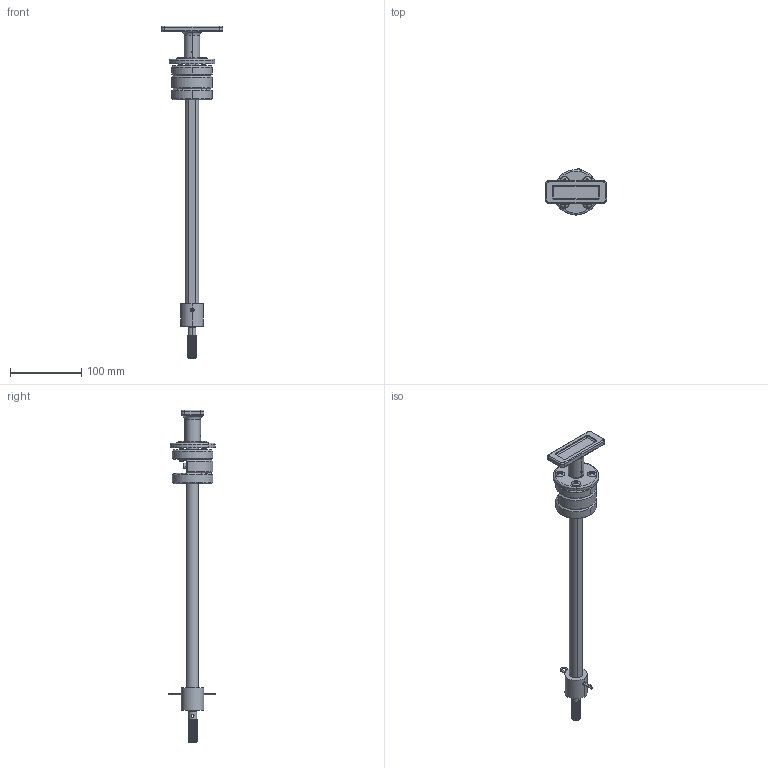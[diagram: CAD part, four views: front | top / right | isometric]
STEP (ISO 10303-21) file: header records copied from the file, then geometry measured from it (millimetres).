
FILE_DESCRIPTION((''),'2;1');
FILE_NAME('14770002','2011-12-21T',('sobri'),(''),'PRO/ENGINEER BY PARAMETRIC TECHNOLOGY CORPORATION, 2011180','PRO/ENGINEER BY PARAMETRIC TECHNOLOGY CORPORATION, 2011180','');
FILE_SCHEMA(('CONFIG_CONTROL_DESIGN'));
Length unit declared in the file: inch
Products named in the file (1): 14770002
Bounding box: 85.72 x 65.22 x 464.64 mm (x, y, z)
Volume: 252839.1 mm3; surface area: 72800.2 mm2
Topology: 2 solids, 3 shells, 644 faces, 1713 edges, 1079 vertices
Faces by surface type: cylinder 258, cone 187, plane 142, bspline 30, torus 20, sphere 7
Entity records: 41422 total; most frequent: CARTESIAN_POINT 26220, ORIENTED_EDGE 3398, DIRECTION 2878, EDGE_CURVE 1699, AXIS2_PLACEMENT_3D 1153, VERTEX_POINT 1079, EDGE_LOOP 696, FACE_OUTER_BOUND 644
